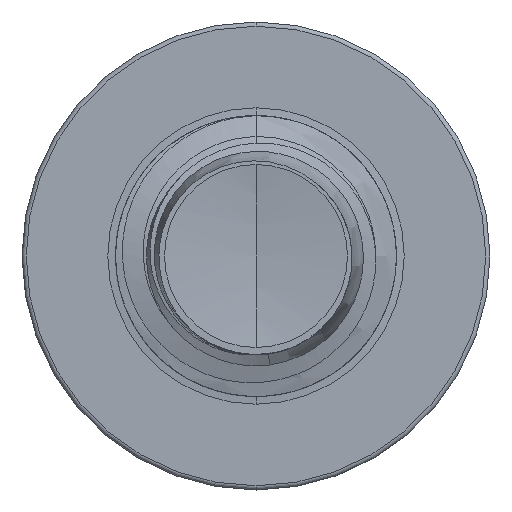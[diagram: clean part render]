
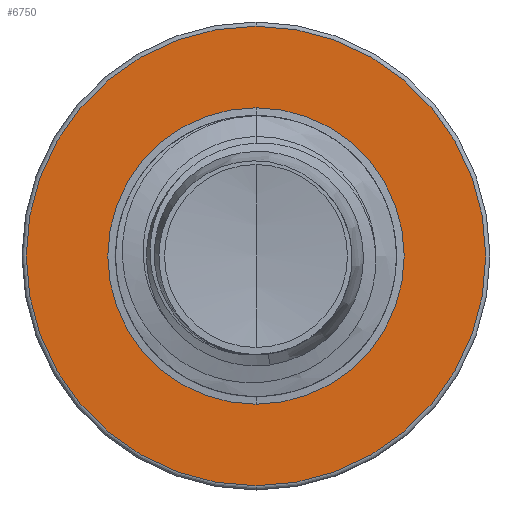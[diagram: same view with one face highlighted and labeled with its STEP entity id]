
A CAD part, front view. The second image highlights one B-rep face of the part: STEP entity #6750.
In plain terms, the highlighted planar face has unit normal (0, -1, 0).
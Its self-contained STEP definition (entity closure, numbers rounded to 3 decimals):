
#521 = DIRECTION ( 'NONE',  ( 0., 1., 0. ) ) ;
#1249 = AXIS2_PLACEMENT_3D ( 'NONE', #19752, #521, #22951 ) ;
#3789 = EDGE_LOOP ( 'NONE', ( #6498, #29541 ) ) ;
#5524 = DIRECTION ( 'NONE',  ( 0., 1., 0. ) ) ;
#5778 = ORIENTED_EDGE ( 'NONE', *, *, #41184, .F. ) ;
#6063 = ORIENTED_EDGE ( 'NONE', *, *, #38853, .F. ) ;
#6179 = AXIS2_PLACEMENT_3D ( 'NONE', #36481, #17436, #39641 ) ;
#6498 = ORIENTED_EDGE ( 'NONE', *, *, #33277, .T. ) ;
#6750 = ADVANCED_FACE ( 'NONE', ( #20517, #29042 ), #30803, .F. ) ;
#7472 = VERTEX_POINT ( 'NONE', #40124 ) ;
#9026 = CARTESIAN_POINT ( 'NONE',  ( 0., 25., -3.682 ) ) ;
#9229 = DIRECTION ( 'NONE',  ( 0., 1., 0. ) ) ;
#9976 = CIRCLE ( 'NONE', #1249, 2.375 ) ;
#10092 = CARTESIAN_POINT ( 'NONE',  ( 0., 25., 0. ) ) ;
#10333 = EDGE_LOOP ( 'NONE', ( #5778, #6063 ) ) ;
#13297 = DIRECTION ( 'NONE',  ( 0., 0., 1. ) ) ;
#14016 = VERTEX_POINT ( 'NONE', #9026 ) ;
#15453 = CIRCLE ( 'NONE', #31313, 3.683 ) ;
#17436 = DIRECTION ( 'NONE',  ( 0., 1., 0. ) ) ;
#18734 = VERTEX_POINT ( 'NONE', #39418 ) ;
#19752 = CARTESIAN_POINT ( 'NONE',  ( 0., 25., 0. ) ) ;
#20517 = FACE_OUTER_BOUND ( 'NONE', #10333, .T. ) ;
#21977 = CIRCLE ( 'NONE', #6179, 2.375 ) ;
#22951 = DIRECTION ( 'NONE',  ( 0., 0., 1. ) ) ;
#24396 = CIRCLE ( 'NONE', #39207, 3.683 ) ;
#24613 = CARTESIAN_POINT ( 'NONE',  ( 0., 25., 0. ) ) ;
#25079 = CARTESIAN_POINT ( 'NONE',  ( 0., 25., -2.375 ) ) ;
#27826 = DIRECTION ( 'NONE',  ( 0., 0., 1. ) ) ;
#29042 = FACE_BOUND ( 'NONE', #3789, .T. ) ;
#29541 = ORIENTED_EDGE ( 'NONE', *, *, #40428, .T. ) ;
#30443 = AXIS2_PLACEMENT_3D ( 'NONE', #25079, #9229, #31496 ) ;
#30803 = PLANE ( 'NONE',  #30443 ) ;
#31313 = AXIS2_PLACEMENT_3D ( 'NONE', #24613, #5524, #27826 ) ;
#31496 = DIRECTION ( 'NONE',  ( 0., 0., 1. ) ) ;
#32202 = VERTEX_POINT ( 'NONE', #34753 ) ;
#32360 = DIRECTION ( 'NONE',  ( 0., 1., 0. ) ) ;
#33277 = EDGE_CURVE ( 'NONE', #32202, #7472, #21977, .T. ) ;
#34753 = CARTESIAN_POINT ( 'NONE',  ( 0., 25., 2.375 ) ) ;
#36481 = CARTESIAN_POINT ( 'NONE',  ( 0., 25., 0. ) ) ;
#38853 = EDGE_CURVE ( 'NONE', #14016, #18734, #24396, .T. ) ;
#39207 = AXIS2_PLACEMENT_3D ( 'NONE', #10092, #32360, #13297 ) ;
#39418 = CARTESIAN_POINT ( 'NONE',  ( 0., 25., 3.683 ) ) ;
#39641 = DIRECTION ( 'NONE',  ( 0., 0., 1. ) ) ;
#40124 = CARTESIAN_POINT ( 'NONE',  ( 0., 25., -2.375 ) ) ;
#40428 = EDGE_CURVE ( 'NONE', #7472, #32202, #9976, .T. ) ;
#41184 = EDGE_CURVE ( 'NONE', #18734, #14016, #15453, .T. ) ;
